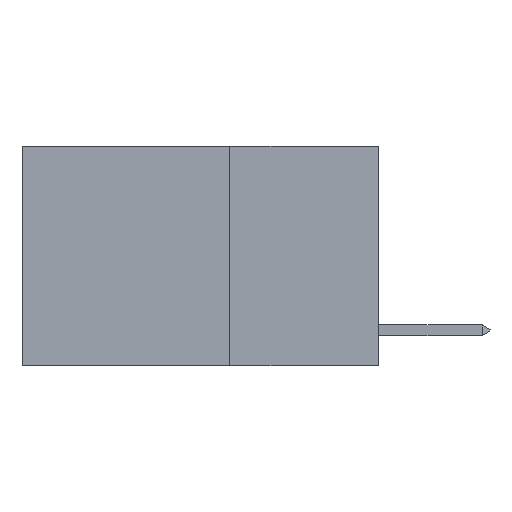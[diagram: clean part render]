
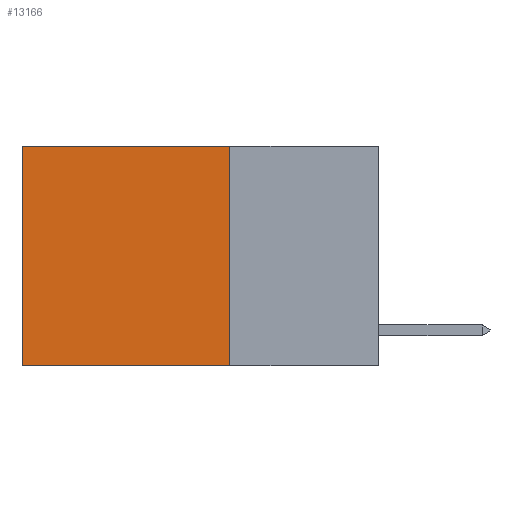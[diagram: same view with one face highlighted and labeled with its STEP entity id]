
A CAD part, left-side view. The second image highlights one B-rep face of the part: STEP entity #13166.
In plain terms, the highlighted planar face has unit normal (-1, 0, 0).
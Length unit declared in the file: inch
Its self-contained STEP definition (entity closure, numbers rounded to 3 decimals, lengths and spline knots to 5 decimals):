
#1646 = AXIS2_PLACEMENT_3D ( 'NONE', #21189, #7097, #23467 ) ;
#1648 = EDGE_CURVE ( 'NONE', #29549, #14843, #20622, .T. ) ;
#3527 = CARTESIAN_POINT ( 'NONE',  ( 0.2625, 0.25, 0. ) ) ;
#4973 = LINE ( 'NONE', #5238, #23039 ) ;
#5238 = CARTESIAN_POINT ( 'NONE',  ( 0.2625, 0.25, 0. ) ) ;
#7097 = DIRECTION ( 'NONE',  ( 1., 0., 0. ) ) ;
#7399 = FACE_OUTER_BOUND ( 'NONE', #10118, .T. ) ;
#9854 = CARTESIAN_POINT ( 'NONE',  ( 0.2625, 0.6, 0. ) ) ;
#10118 = EDGE_LOOP ( 'NONE', ( #15650, #18880, #19232, #19868 ) ) ;
#10220 = VECTOR ( 'NONE', #20366, 39.37008 ) ;
#12066 = CARTESIAN_POINT ( 'NONE',  ( 0.2625, 0.25, -0.37 ) ) ;
#12266 = DIRECTION ( 'NONE',  ( 0., 0., -1. ) ) ;
#12942 = VECTOR ( 'NONE', #12266, 39.37008 ) ;
#13166 = ADVANCED_FACE ( 'NONE', ( #7399 ), #18482, .F. ) ;
#13566 = VERTEX_POINT ( 'NONE', #27396 ) ;
#13734 = CARTESIAN_POINT ( 'NONE',  ( 0.2625, 0.6, 0. ) ) ;
#14843 = VERTEX_POINT ( 'NONE', #12066 ) ;
#15310 = EDGE_CURVE ( 'NONE', #29697, #13566, #25171, .T. ) ;
#15355 = EDGE_CURVE ( 'NONE', #29549, #29697, #4973, .T. ) ;
#15650 = ORIENTED_EDGE ( 'NONE', *, *, #15310, .T. ) ;
#18011 = CARTESIAN_POINT ( 'NONE',  ( 0.2625, 0.25, 0. ) ) ;
#18482 = PLANE ( 'NONE',  #1646 ) ;
#18880 = ORIENTED_EDGE ( 'NONE', *, *, #22757, .F. ) ;
#19232 = ORIENTED_EDGE ( 'NONE', *, *, #1648, .F. ) ;
#19868 = ORIENTED_EDGE ( 'NONE', *, *, #15355, .T. ) ;
#20366 = DIRECTION ( 'NONE',  ( 0., 1., 0. ) ) ;
#20622 = LINE ( 'NONE', #3527, #21334 ) ;
#21189 = CARTESIAN_POINT ( 'NONE',  ( 0.2625, 0.25, 0. ) ) ;
#21334 = VECTOR ( 'NONE', #22451, 39.37008 ) ;
#22451 = DIRECTION ( 'NONE',  ( 0., 0., -1. ) ) ;
#22644 = CARTESIAN_POINT ( 'NONE',  ( 0.2625, 0.25, -0.37 ) ) ;
#22757 = EDGE_CURVE ( 'NONE', #14843, #13566, #28567, .T. ) ;
#23039 = VECTOR ( 'NONE', #26218, 39.37008 ) ;
#23467 = DIRECTION ( 'NONE',  ( 0., 0., -1. ) ) ;
#25171 = LINE ( 'NONE', #9854, #12942 ) ;
#26218 = DIRECTION ( 'NONE',  ( 0., 1., 0. ) ) ;
#27396 = CARTESIAN_POINT ( 'NONE',  ( 0.2625, 0.6, -0.37 ) ) ;
#28567 = LINE ( 'NONE', #22644, #10220 ) ;
#29549 = VERTEX_POINT ( 'NONE', #18011 ) ;
#29697 = VERTEX_POINT ( 'NONE', #13734 ) ;
